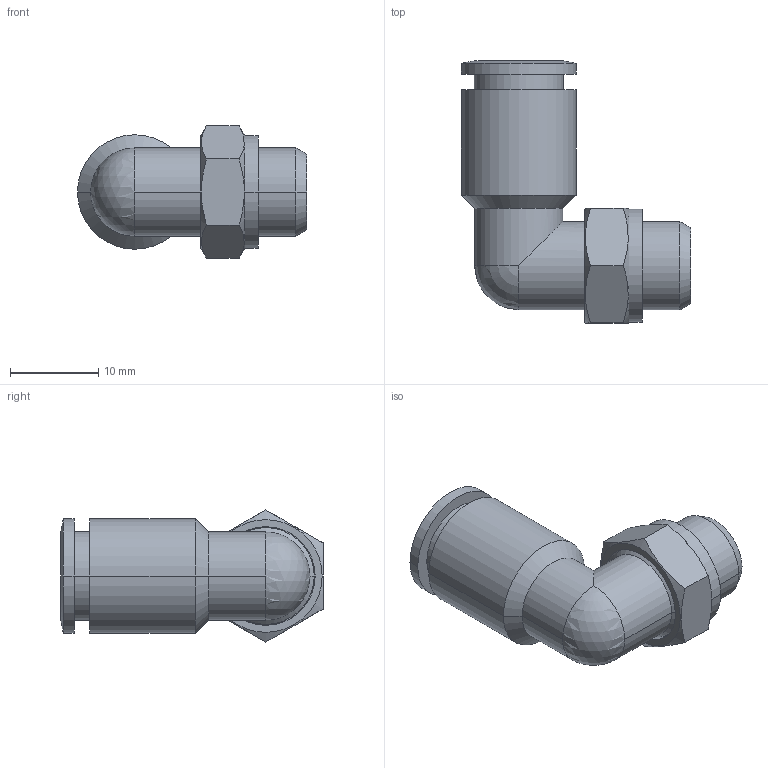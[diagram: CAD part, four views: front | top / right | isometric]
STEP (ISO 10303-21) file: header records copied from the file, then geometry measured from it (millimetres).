
FILE_DESCRIPTION((''),'2;1');
FILE_NAME('220818.stp','2003-05-26T17:02:23',('maffial1'),(''),'Autodesk Inventor (R) 6.0','Autodesk Inventor (R) 6.0','');
FILE_SCHEMA(('AUTOMOTIVE_DESIGN { 1 0 10303 214 1 1 1 1 }'));
Length unit declared in the file: millimetre
Products named in the file (1): 220818
Bounding box: 26 x 29.75 x 15.01 mm (x, y, z)
Volume: 3222 mm3; surface area: 2834 mm2
Topology: 1 solids, 1 shells, 57 faces, 133 edges, 80 vertices
Faces by surface type: cylinder 24, plane 14, cone 12, bspline 6, sphere 1
Entity records: 1731 total; most frequent: CARTESIAN_POINT 450, DIRECTION 274, ORIENTED_EDGE 258, EDGE_CURVE 129, AXIS2_PLACEMENT_3D 113, VERTEX_POINT 80, EDGE_LOOP 65, CIRCLE 57
